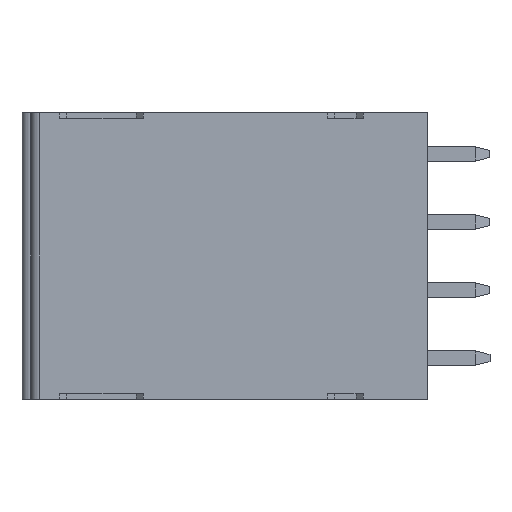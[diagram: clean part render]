
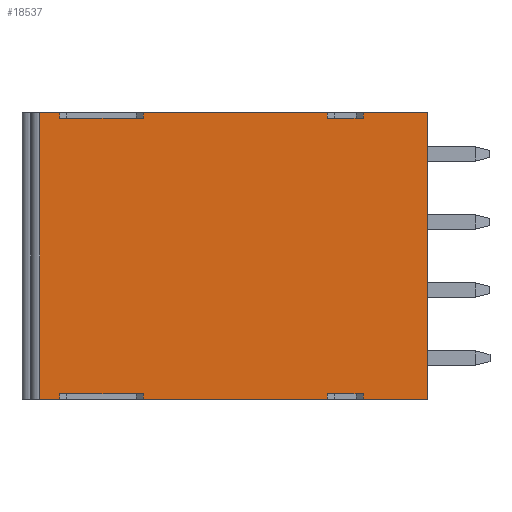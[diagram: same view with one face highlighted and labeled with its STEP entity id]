
A CAD part, front view. The second image highlights one B-rep face of the part: STEP entity #18537.
In plain terms, the highlighted planar face has unit normal (0, -1, 0).
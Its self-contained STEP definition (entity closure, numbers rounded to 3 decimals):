
#5565=DIRECTION('',(0.,0.,-1.));
#5566=VECTOR('',#5565,16.03);
#5567=CARTESIAN_POINT('',(-21.694,0.,-89.343));
#5568=LINE('',#5567,#5566);
#5573=DIRECTION('',(0.,0.,-1.));
#5574=VECTOR('',#5573,16.03);
#5575=CARTESIAN_POINT('',(0.006,0.,-89.343));
#5576=LINE('',#5575,#5574);
#5577=DIRECTION('',(-1.,0.,0.));
#5578=VECTOR('',#5577,3.6);
#5579=CARTESIAN_POINT('',(0.006,0.,
-105.373));
#5580=LINE('',#5579,#5578);
#5581=DIRECTION('',(0.,0.,1.));
#5582=VECTOR('',#5581,0.3);
#5583=CARTESIAN_POINT('',(-3.594,0.,
-105.373));
#5584=LINE('',#5583,#5582);
#5585=DIRECTION('',(-1.,0.,0.));
#5586=VECTOR('',#5585,10.3);
#5587=CARTESIAN_POINT('',(-5.594,0.,
-105.373));
#5588=LINE('',#5587,#5586);
#5589=DIRECTION('',(0.,0.,1.));
#5590=VECTOR('',#5589,0.3);
#5591=CARTESIAN_POINT('',(-15.894,0.,
-105.373));
#5592=LINE('',#5591,#5590);
#5593=DIRECTION('',(0.,0.,-1.));
#5594=VECTOR('',#5593,0.3);
#5595=CARTESIAN_POINT('',(-20.594,0.,
-105.073));
#5596=LINE('',#5595,#5594);
#5597=DIRECTION('',(-1.,0.,0.));
#5598=VECTOR('',#5597,1.1);
#5599=CARTESIAN_POINT('',(-20.594,0.,
-105.373));
#5600=LINE('',#5599,#5598);
#5601=DIRECTION('',(1.,0.,0.));
#5602=VECTOR('',#5601,1.1);
#5603=CARTESIAN_POINT('',(-21.694,0.,-89.343));
#5604=LINE('',#5603,#5602);
#5605=DIRECTION('',(1.,0.,0.));
#5606=VECTOR('',#5605,4.7);
#5607=CARTESIAN_POINT('',(-20.594,0.,
-89.643));
#5608=LINE('',#5607,#5606);
#5609=DIRECTION('',(1.,0.,0.));
#5610=VECTOR('',#5609,10.3);
#5611=CARTESIAN_POINT('',(-15.894,0.,-89.343));
#5612=LINE('',#5611,#5610);
#5613=DIRECTION('',(0.,0.,-1.));
#5614=VECTOR('',#5613,0.3);
#5615=CARTESIAN_POINT('',(-5.594,0.,-89.343));
#5616=LINE('',#5615,#5614);
#5617=DIRECTION('',(1.,0.,0.));
#5618=VECTOR('',#5617,2.);
#5619=CARTESIAN_POINT('',(-5.594,0.,
-89.643));
#5620=LINE('',#5619,#5618);
#5621=DIRECTION('',(1.,0.,0.));
#5622=VECTOR('',#5621,3.6);
#5623=CARTESIAN_POINT('',(-3.594,0.,
-89.343));
#5624=LINE('',#5623,#5622);
#5676=DIRECTION('',(0.,0.,1.));
#5677=VECTOR('',#5676,0.3);
#5678=CARTESIAN_POINT('',(-5.594,0.,
-105.373));
#5679=LINE('',#5678,#5677);
#5688=DIRECTION('',(1.,0.,0.));
#5689=VECTOR('',#5688,2.);
#5690=CARTESIAN_POINT('',(-5.594,0.,
-105.073));
#5691=LINE('',#5690,#5689);
#5712=DIRECTION('',(1.,0.,0.));
#5713=VECTOR('',#5712,4.7);
#5714=CARTESIAN_POINT('',(-20.594,0.,
-105.073));
#5715=LINE('',#5714,#5713);
#5775=DIRECTION('',(0.,0.,-1.));
#5776=VECTOR('',#5775,0.3);
#5777=CARTESIAN_POINT('',(-15.894,0.,-89.343));
#5778=LINE('',#5777,#5776);
#5791=DIRECTION('',(0.,0.,1.));
#5792=VECTOR('',#5791,0.3);
#5793=CARTESIAN_POINT('',(-20.594,0.,
-89.643));
#5794=LINE('',#5793,#5792);
#5807=DIRECTION('',(0.,0.,-1.));
#5808=VECTOR('',#5807,0.3);
#5809=CARTESIAN_POINT('',(-3.594,0.,
-89.343));
#5810=LINE('',#5809,#5808);
#8077=CARTESIAN_POINT('',(0.006,0.,-89.343));
#8079=VERTEX_POINT('',#8077);
#8515=CARTESIAN_POINT('',(-15.894,0.,-89.343));
#8516=CARTESIAN_POINT('',(-5.594,0.,-89.343));
#8517=VERTEX_POINT('',#8515);
#8518=VERTEX_POINT('',#8516);
#8523=CARTESIAN_POINT('',(-20.594,0.,-89.343));
#8524=VERTEX_POINT('',#8523);
#8525=CARTESIAN_POINT('',(-21.694,0.,-89.343));
#8526=VERTEX_POINT('',#8525);
#8533=CARTESIAN_POINT('',(-3.594,0.,
-89.343));
#8534=VERTEX_POINT('',#8533);
#8539=CARTESIAN_POINT('',(-20.594,0.,
-89.643));
#8540=VERTEX_POINT('',#8539);
#8541=CARTESIAN_POINT('',(-15.894,0.,
-89.643));
#8542=VERTEX_POINT('',#8541);
#8543=CARTESIAN_POINT('',(-5.594,0.,
-89.643));
#8544=VERTEX_POINT('',#8543);
#8545=CARTESIAN_POINT('',(-3.594,0.,
-89.643));
#8546=VERTEX_POINT('',#8545);
#8729=CARTESIAN_POINT('',(0.006,0.,
-105.373));
#8731=VERTEX_POINT('',#8729);
#9166=CARTESIAN_POINT('',(-3.594,0.,
-105.373));
#9167=VERTEX_POINT('',#9166);
#9168=CARTESIAN_POINT('',(-3.594,0.,
-105.073));
#9169=VERTEX_POINT('',#9168);
#9170=CARTESIAN_POINT('',(-5.594,0.,
-105.073));
#9171=VERTEX_POINT('',#9170);
#9172=CARTESIAN_POINT('',(-5.594,0.,
-105.373));
#9173=VERTEX_POINT('',#9172);
#9174=CARTESIAN_POINT('',(-15.894,0.,
-105.373));
#9175=VERTEX_POINT('',#9174);
#9176=CARTESIAN_POINT('',(-15.894,0.,
-105.073));
#9177=VERTEX_POINT('',#9176);
#9178=CARTESIAN_POINT('',(-20.594,0.,
-105.073));
#9179=VERTEX_POINT('',#9178);
#9180=CARTESIAN_POINT('',(-20.594,0.,
-105.373));
#9181=VERTEX_POINT('',#9180);
#9182=CARTESIAN_POINT('',(-21.694,0.,
-105.373));
#9183=VERTEX_POINT('',#9182);
#18492=CARTESIAN_POINT('',(0.006,0.,-101.168));
#18493=DIRECTION('',(0.,1.,0.));
#18494=DIRECTION('',(-1.,0.,0.));
#18495=AXIS2_PLACEMENT_3D('',#18492,#18493,#18494);
#18496=PLANE('',#18495);
#18497=ORIENTED_EDGE('',*,*,#10541,.T.);
#18499=ORIENTED_EDGE('',*,*,#18498,.T.);
#18501=ORIENTED_EDGE('',*,*,#18500,.T.);
#18503=ORIENTED_EDGE('',*,*,#18502,.F.);
#18505=ORIENTED_EDGE('',*,*,#18504,.F.);
#18507=ORIENTED_EDGE('',*,*,#18506,.T.);
#18509=ORIENTED_EDGE('',*,*,#18508,.T.);
#18511=ORIENTED_EDGE('',*,*,#18510,.F.);
#18513=ORIENTED_EDGE('',*,*,#18512,.T.);
#18515=ORIENTED_EDGE('',*,*,#18514,.T.);
#18516=ORIENTED_EDGE('',*,*,#18482,.F.);
#18518=ORIENTED_EDGE('',*,*,#18517,.T.);
#18520=ORIENTED_EDGE('',*,*,#18519,.F.);
#18522=ORIENTED_EDGE('',*,*,#18521,.T.);
#18524=ORIENTED_EDGE('',*,*,#18523,.F.);
#18526=ORIENTED_EDGE('',*,*,#18525,.T.);
#18528=ORIENTED_EDGE('',*,*,#18527,.T.);
#18530=ORIENTED_EDGE('',*,*,#18529,.T.);
#18532=ORIENTED_EDGE('',*,*,#18531,.F.);
#18534=ORIENTED_EDGE('',*,*,#18533,.T.);
#18535=EDGE_LOOP('',(#18497,#18499,#18501,#18503,#18505,#18507,#18509,#18511,
#18513,#18515,#18516,#18518,#18520,#18522,#18524,#18526,#18528,#18530,#18532,
#18534));
#18536=FACE_OUTER_BOUND('',#18535,.F.);
#18537=ADVANCED_FACE('',(#18536),#18496,.F.);
#10541=EDGE_CURVE('',#8079,#8731,#5576,.T.);
#18482=EDGE_CURVE('',#8526,#9183,#5568,.T.);
#18498=EDGE_CURVE('',#8731,#9167,#5580,.T.);
#18500=EDGE_CURVE('',#9167,#9169,#5584,.T.);
#18502=EDGE_CURVE('',#9171,#9169,#5691,.T.);
#18504=EDGE_CURVE('',#9173,#9171,#5679,.T.);
#18506=EDGE_CURVE('',#9173,#9175,#5588,.T.);
#18508=EDGE_CURVE('',#9175,#9177,#5592,.T.);
#18510=EDGE_CURVE('',#9179,#9177,#5715,.T.);
#18512=EDGE_CURVE('',#9179,#9181,#5596,.T.);
#18514=EDGE_CURVE('',#9181,#9183,#5600,.T.);
#18517=EDGE_CURVE('',#8526,#8524,#5604,.T.);
#18519=EDGE_CURVE('',#8540,#8524,#5794,.T.);
#18521=EDGE_CURVE('',#8540,#8542,#5608,.T.);
#18523=EDGE_CURVE('',#8517,#8542,#5778,.T.);
#18525=EDGE_CURVE('',#8517,#8518,#5612,.T.);
#18527=EDGE_CURVE('',#8518,#8544,#5616,.T.);
#18529=EDGE_CURVE('',#8544,#8546,#5620,.T.);
#18531=EDGE_CURVE('',#8534,#8546,#5810,.T.);
#18533=EDGE_CURVE('',#8534,#8079,#5624,.T.);
